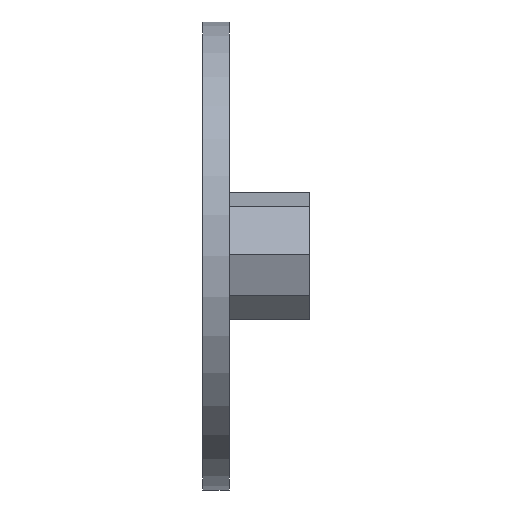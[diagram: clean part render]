
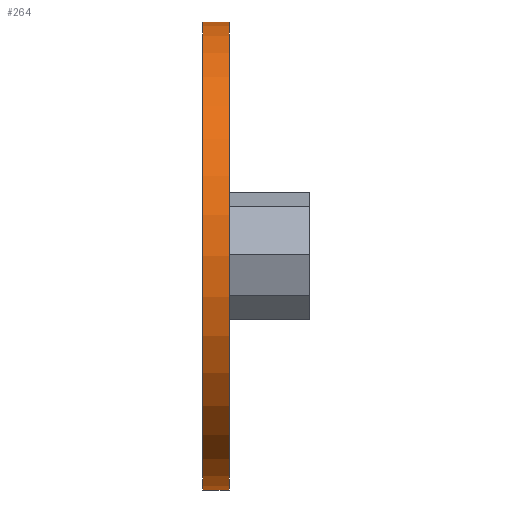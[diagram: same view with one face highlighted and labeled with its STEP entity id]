
A CAD part, left-side view. The second image highlights one B-rep face of the part: STEP entity #264.
In plain terms, the highlighted cylindrical face has radius 17.5 mm (diameter 35 mm), a partial arc.
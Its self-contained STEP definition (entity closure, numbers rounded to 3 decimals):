
#13 = EDGE_LOOP ( 'NONE', ( #1076, #1302, #331, #219 ) ) ;
#53 = EDGE_CURVE ( 'NONE', #275, #1394, #622, .T. ) ;
#219 = ORIENTED_EDGE ( 'NONE', *, *, #1399, .T. ) ;
#220 = DIRECTION ( 'NONE',  ( 0., 0., 1. ) ) ;
#264 = ADVANCED_FACE ( 'NONE', ( #1135 ), #1720, .T. ) ;
#275 = VERTEX_POINT ( 'NONE', #867 ) ;
#311 = CIRCLE ( 'NONE', #716, 17.5 ) ;
#331 = ORIENTED_EDGE ( 'NONE', *, *, #725, .T. ) ;
#534 = CARTESIAN_POINT ( 'NONE',  ( 0., 0., 17.5 ) ) ;
#601 = CARTESIAN_POINT ( 'NONE',  ( 0., 2., -17.5 ) ) ;
#612 = AXIS2_PLACEMENT_3D ( 'NONE', #1692, #1544, #220 ) ;
#622 = LINE ( 'NONE', #1824, #1491 ) ;
#678 = DIRECTION ( 'NONE',  ( 0., 0., 1. ) ) ;
#685 = CARTESIAN_POINT ( 'NONE',  ( 0., 0., 0. ) ) ;
#704 = CARTESIAN_POINT ( 'NONE',  ( 0., 2., 0. ) ) ;
#709 = EDGE_CURVE ( 'NONE', #1501, #275, #1242, .T. ) ;
#716 = AXIS2_PLACEMENT_3D ( 'NONE', #685, #992, #678 ) ;
#725 = EDGE_CURVE ( 'NONE', #1501, #873, #1736, .T. ) ;
#867 = CARTESIAN_POINT ( 'NONE',  ( 0., 2., 17.5 ) ) ;
#873 = VERTEX_POINT ( 'NONE', #1632 ) ;
#992 = DIRECTION ( 'NONE',  ( 0., 1., 0. ) ) ;
#1076 = ORIENTED_EDGE ( 'NONE', *, *, #53, .F. ) ;
#1135 = FACE_OUTER_BOUND ( 'NONE', #13, .T. ) ;
#1209 = DIRECTION ( 'NONE',  ( 0., -1., 0. ) ) ;
#1242 = CIRCLE ( 'NONE', #612, 17.5 ) ;
#1279 = DIRECTION ( 'NONE',  ( 0., -1., 0. ) ) ;
#1302 = ORIENTED_EDGE ( 'NONE', *, *, #709, .F. ) ;
#1334 = VECTOR ( 'NONE', #1610, 1000. ) ;
#1394 = VERTEX_POINT ( 'NONE', #534 ) ;
#1399 = EDGE_CURVE ( 'NONE', #873, #1394, #311, .T. ) ;
#1491 = VECTOR ( 'NONE', #1209, 1000. ) ;
#1501 = VERTEX_POINT ( 'NONE', #1778 ) ;
#1544 = DIRECTION ( 'NONE',  ( 0., 1., 0. ) ) ;
#1610 = DIRECTION ( 'NONE',  ( 0., -1., 0. ) ) ;
#1620 = AXIS2_PLACEMENT_3D ( 'NONE', #704, #1279, #1876 ) ;
#1632 = CARTESIAN_POINT ( 'NONE',  ( 0., 0., -17.5 ) ) ;
#1692 = CARTESIAN_POINT ( 'NONE',  ( 0., 2., 0. ) ) ;
#1720 = CYLINDRICAL_SURFACE ( 'NONE', #1620, 17.5 ) ;
#1736 = LINE ( 'NONE', #601, #1334 ) ;
#1778 = CARTESIAN_POINT ( 'NONE',  ( 0., 2., -17.5 ) ) ;
#1824 = CARTESIAN_POINT ( 'NONE',  ( 0., 2., 17.5 ) ) ;
#1876 = DIRECTION ( 'NONE',  ( 0., 0., -1. ) ) ;
